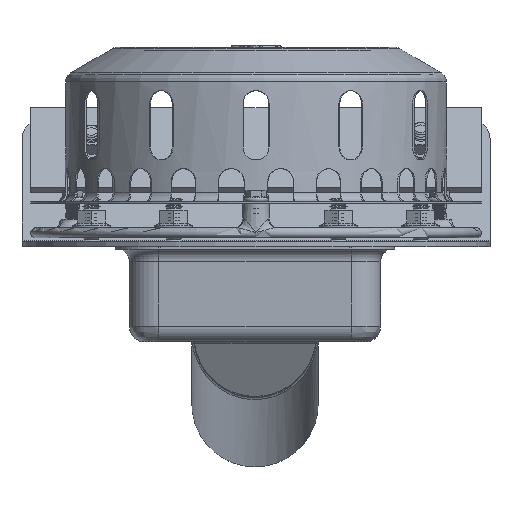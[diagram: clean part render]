
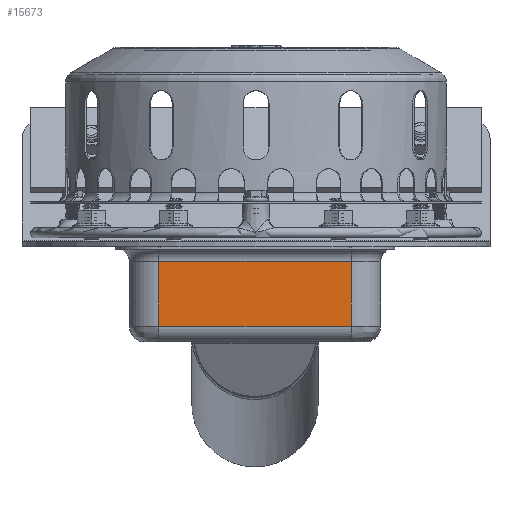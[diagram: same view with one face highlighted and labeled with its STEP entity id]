
A CAD part, left-side view. The second image highlights one B-rep face of the part: STEP entity #15673.
In plain terms, the highlighted planar face has unit normal (-1, 0, 0).
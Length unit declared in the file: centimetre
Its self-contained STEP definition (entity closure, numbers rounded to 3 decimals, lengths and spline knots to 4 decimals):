
#1216=PLANE('',#17535);
#2117=FACE_OUTER_BOUND('',#3154,.T.);
#3154=EDGE_LOOP('',(#14163,#14164,#14165,#14166));
#4125=LINE('',#34107,#5087);
#4132=LINE('',#34140,#5094);
#4133=LINE('',#34144,#5095);
#4134=LINE('',#34145,#5096);
#5087=VECTOR('',#22096,1.);
#5094=VECTOR('',#22137,1.);
#5095=VECTOR('',#22142,1.);
#5096=VECTOR('',#22143,1.);
#7395=VERTEX_POINT('',#34091);
#7399=VERTEX_POINT('',#34103);
#7409=VERTEX_POINT('',#34139);
#7410=VERTEX_POINT('',#34143);
#9663=EDGE_CURVE('',#7395,#7399,#4125,.T.);
#9680=EDGE_CURVE('',#7409,#7399,#4132,.T.);
#9682=EDGE_CURVE('',#7410,#7395,#4133,.T.);
#9683=EDGE_CURVE('',#7409,#7410,#4134,.T.);
#14163=ORIENTED_EDGE('',*,*,#9663,.F.);
#14164=ORIENTED_EDGE('',*,*,#9682,.F.);
#14165=ORIENTED_EDGE('',*,*,#9683,.F.);
#14166=ORIENTED_EDGE('',*,*,#9680,.T.);
#15673=ADVANCED_FACE('',(#2117),#1216,.T.);
#17535=AXIS2_PLACEMENT_3D('',#34142,#22140,#22141);
#22096=DIRECTION('',(0.,-1.,0.));
#22137=DIRECTION('',(0.,0.,1.));
#22140=DIRECTION('center_axis',(-1.,0.,0.));
#22141=DIRECTION('ref_axis',(0.,-1.,0.));
#22142=DIRECTION('',(0.,0.,1.));
#22143=DIRECTION('',(0.,1.,0.));
#34091=CARTESIAN_POINT('',(68.0012,56.065,-8.5));
#34103=CARTESIAN_POINT('',(68.0012,-54.935,-8.5));
#34107=CARTESIAN_POINT('',(68.0012,28.315,-8.5));
#34139=CARTESIAN_POINT('',(68.0012,-54.935,-46.));
#34140=CARTESIAN_POINT('',(68.0012,-54.935,-55.));
#34142=CARTESIAN_POINT('Origin',(68.0012,56.065,-55.));
#34143=CARTESIAN_POINT('',(68.0012,56.065,-46.));
#34144=CARTESIAN_POINT('',(68.0012,56.065,-55.));
#34145=CARTESIAN_POINT('',(68.0012,28.315,-46.));
